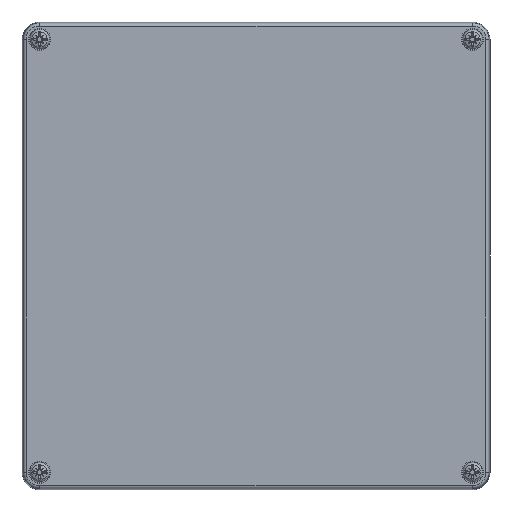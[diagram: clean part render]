
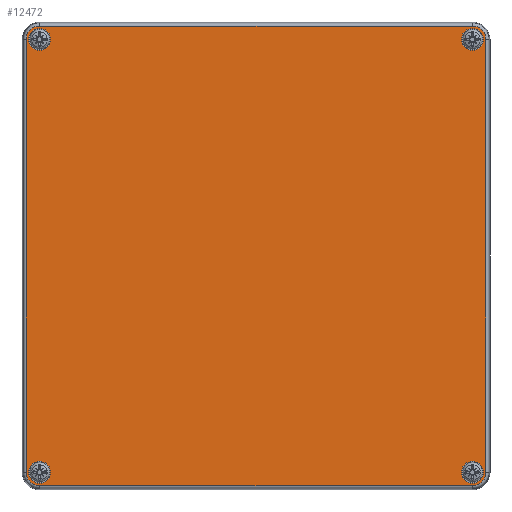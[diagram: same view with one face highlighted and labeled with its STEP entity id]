
A CAD part, top view. The second image highlights one B-rep face of the part: STEP entity #12472.
In plain terms, the highlighted face is planar.
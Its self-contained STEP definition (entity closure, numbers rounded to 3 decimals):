
#11932=CARTESIAN_POINT('',(70.25,-74.,-25.0));
#11933=VERTEX_POINT('',#11932);
#11934=CARTESIAN_POINT('',(74.0,-74.,-25.0));
#11935=DIRECTION('',(0.0,0.0,1.0));
#11936=DIRECTION('',(1.0,0.0,0.0));
#11937=AXIS2_PLACEMENT_3D('',#11934,#11935,#11936);
#11938=CIRCLE('',#11937,3.75);
#11939=EDGE_CURVE('',#11933,#11933,#11938,.T.);
#11972=CARTESIAN_POINT('',(70.25,74.,-25.0));
#11973=VERTEX_POINT('',#11972);
#11974=CARTESIAN_POINT('',(74.,74.,-25.0));
#11975=DIRECTION('',(0.0,0.0,1.0));
#11976=DIRECTION('',(1.0,0.0,0.0));
#11977=AXIS2_PLACEMENT_3D('',#11974,#11975,#11976);
#11978=CIRCLE('',#11977,3.75);
#11979=EDGE_CURVE('',#11973,#11973,#11978,.T.);
#12012=CARTESIAN_POINT('',(-77.75,74.,-25.0));
#12013=VERTEX_POINT('',#12012);
#12014=CARTESIAN_POINT('',(-74.,74.,-25.0));
#12015=DIRECTION('',(0.0,0.0,1.0));
#12016=DIRECTION('',(1.0,0.0,0.0));
#12017=AXIS2_PLACEMENT_3D('',#12014,#12015,#12016);
#12018=CIRCLE('',#12017,3.75);
#12019=EDGE_CURVE('',#12013,#12013,#12018,.T.);
#12052=CARTESIAN_POINT('',(-77.75,-74.,-25.0));
#12053=VERTEX_POINT('',#12052);
#12054=CARTESIAN_POINT('',(-74.0,-74.,-25.0));
#12055=DIRECTION('',(0.0,0.0,1.0));
#12056=DIRECTION('',(1.0,0.0,0.0));
#12057=AXIS2_PLACEMENT_3D('',#12054,#12055,#12056);
#12058=CIRCLE('',#12057,3.75);
#12059=EDGE_CURVE('',#12053,#12053,#12058,.T.);
#12083=CARTESIAN_POINT('',(74.,-78.581,-25.0));
#12084=VERTEX_POINT('',#12083);
#12092=CARTESIAN_POINT('',(78.581,-74.,-25.0));
#12093=VERTEX_POINT('',#12092);
#12094=CARTESIAN_POINT('',(74.,-74.,-25.0));
#12095=DIRECTION('',(0.0,0.0,1.0));
#12096=DIRECTION('',(0.707,-0.707,0.0));
#12097=AXIS2_PLACEMENT_3D('',#12094,#12095,#12096);
#12098=CIRCLE('',#12097,4.581);
#12099=EDGE_CURVE('',#12084,#12093,#12098,.T.);
#12127=CARTESIAN_POINT('',(-74.,-78.581,-25.0));
#12128=VERTEX_POINT('',#12127);
#12136=CARTESIAN_POINT('',(-74.,-78.581,-25.0));
#12137=DIRECTION('',(1.0,0.0,0.0));
#12138=VECTOR('',#12137,148.);
#12139=LINE('',#12136,#12138);
#12140=EDGE_CURVE('',#12128,#12084,#12139,.T.);
#12157=CARTESIAN_POINT('',(78.581,74.,-25.0));
#12158=VERTEX_POINT('',#12157);
#12175=CARTESIAN_POINT('',(78.581,-74.,-25.0));
#12176=DIRECTION('',(0.0,1.0,0.0));
#12177=VECTOR('',#12176,148.);
#12178=LINE('',#12175,#12177);
#12179=EDGE_CURVE('',#12093,#12158,#12178,.T.);
#12191=CARTESIAN_POINT('',(-78.581,-74.,-25.0));
#12192=VERTEX_POINT('',#12191);
#12200=CARTESIAN_POINT('',(-74.,-74.,-25.0));
#12201=DIRECTION('',(0.0,0.0,1.0));
#12202=DIRECTION('',(-0.707,-0.707,0.0));
#12203=AXIS2_PLACEMENT_3D('',#12200,#12201,#12202);
#12204=CIRCLE('',#12203,4.581);
#12205=EDGE_CURVE('',#12192,#12128,#12204,.T.);
#12223=CARTESIAN_POINT('',(74.,78.581,-25.0));
#12224=VERTEX_POINT('',#12223);
#12242=CARTESIAN_POINT('',(74.,74.,-25.0));
#12243=DIRECTION('',(0.0,0.0,1.0));
#12244=DIRECTION('',(0.707,0.707,0.0));
#12245=AXIS2_PLACEMENT_3D('',#12242,#12243,#12244);
#12246=CIRCLE('',#12245,4.581);
#12247=EDGE_CURVE('',#12158,#12224,#12246,.T.);
#12259=CARTESIAN_POINT('',(-78.581,74.,-25.0));
#12260=VERTEX_POINT('',#12259);
#12268=CARTESIAN_POINT('',(-78.581,74.,-25.0));
#12269=DIRECTION('',(0.0,-1.0,0.0));
#12270=VECTOR('',#12269,148.);
#12271=LINE('',#12268,#12270);
#12272=EDGE_CURVE('',#12260,#12192,#12271,.T.);
#12289=CARTESIAN_POINT('',(-74.,78.581,-25.0));
#12290=VERTEX_POINT('',#12289);
#12307=CARTESIAN_POINT('',(74.,78.581,-25.0));
#12308=DIRECTION('',(-1.0,0.0,0.0));
#12309=VECTOR('',#12308,148.);
#12310=LINE('',#12307,#12309);
#12311=EDGE_CURVE('',#12224,#12290,#12310,.T.);
#12330=CARTESIAN_POINT('',(-74.,74.,-25.0));
#12331=DIRECTION('',(0.0,0.0,1.0));
#12332=DIRECTION('',(-0.707,0.707,0.0));
#12333=AXIS2_PLACEMENT_3D('',#12330,#12331,#12332);
#12334=CIRCLE('',#12333,4.581);
#12335=EDGE_CURVE('',#12290,#12260,#12334,.T.);
#12445=CARTESIAN_POINT('',(0.,0.,-25.0));
#12446=DIRECTION('',(0.0,0.0,1.0));
#12447=DIRECTION('',(1.0,0.0,0.0));
#12448=AXIS2_PLACEMENT_3D('',#12445,#12446,#12447);
#12449=PLANE('',#12448);
#12450=ORIENTED_EDGE('',*,*,#12099,.F.);
#12451=ORIENTED_EDGE('',*,*,#12140,.F.);
#12452=ORIENTED_EDGE('',*,*,#12205,.F.);
#12453=ORIENTED_EDGE('',*,*,#12272,.F.);
#12454=ORIENTED_EDGE('',*,*,#12335,.F.);
#12455=ORIENTED_EDGE('',*,*,#12311,.F.);
#12456=ORIENTED_EDGE('',*,*,#12247,.F.);
#12457=ORIENTED_EDGE('',*,*,#12179,.F.);
#12458=EDGE_LOOP('',(#12450,#12451,#12452,#12453,#12454,#12455,#12456,#12457));
#12459=FACE_OUTER_BOUND('',#12458,.T.);
#12460=ORIENTED_EDGE('',*,*,#11939,.T.);
#12461=EDGE_LOOP('',(#12460));
#12462=FACE_BOUND('',#12461,.T.);
#12463=ORIENTED_EDGE('',*,*,#11979,.T.);
#12464=EDGE_LOOP('',(#12463));
#12465=FACE_BOUND('',#12464,.T.);
#12466=ORIENTED_EDGE('',*,*,#12019,.T.);
#12467=EDGE_LOOP('',(#12466));
#12468=FACE_BOUND('',#12467,.T.);
#12469=ORIENTED_EDGE('',*,*,#12059,.T.);
#12470=EDGE_LOOP('',(#12469));
#12471=FACE_BOUND('',#12470,.T.);
#12472=ADVANCED_FACE('',(#12459,#12462,#12465,#12468,#12471),#12449,.F.);
